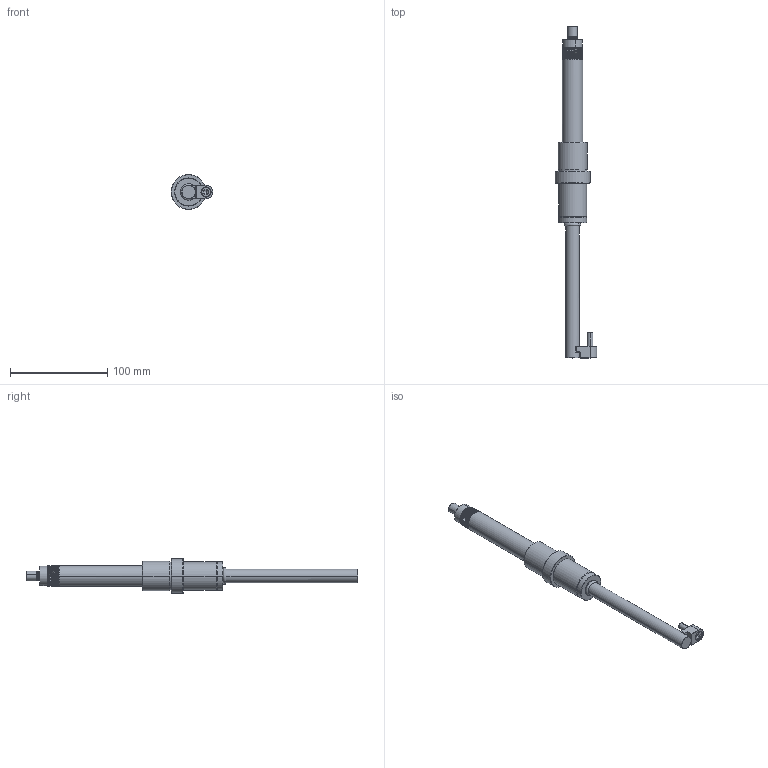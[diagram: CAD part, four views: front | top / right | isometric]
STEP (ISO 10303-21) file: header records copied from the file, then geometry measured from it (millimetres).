
FILE_DESCRIPTION (( 'STEP AP214' ), '1' );
FILE_NAME ('LD122130-Web.STEP', '2020-11-10T10:55:05', ( '' ), ( '' ), 'SwSTEP 2.0', 'SolidWorks 2019', '' );
FILE_SCHEMA (( 'AUTOMOTIVE_DESIGN' ));
Length unit declared in the file: millimetre
Products named in the file (8): Group4^LD122130-Web; LD122130-Web; Group2^LD122130-Web; 1DIN912620-2^LD122130-Web; Group1^LD122130-Web; Group3^LD122130-Web; 9LD142130-1^LD122130-Web; 9LD1421BV-1^LD122130-Web
Assembly tree (7 placements, depth 2):
  LD122130-Web
    Group1^LD122130-Web
    Group2^LD122130-Web
    Group3^LD122130-Web
    Group4^LD122130-Web
    9LD142130-1^LD122130-Web
    9LD1421BV-1^LD122130-Web
    1DIN912620-2^LD122130-Web
Bounding box: 43 x 342 x 36 mm (x, y, z)
Volume: 108998.7 mm3; surface area: 52936.5 mm2
Topology: 11 solids, 11 shells, 961 faces, 2650 edges, 1716 vertices
Faces by surface type: cylinder 458, plane 323, cone 92, torus 54, bspline 32, sphere 2
Full cylindrical faces by diameter (mm): 4.2 x1
Entity records: 42019 total; most frequent: CARTESIAN_POINT 18385, ORIENTED_EDGE 5296, DIRECTION 3590, EDGE_CURVE 2648, VERTEX_POINT 1718, AXIS2_PLACEMENT_3D 1353, B_SPLINE_CURVE_WITH_KNOTS 1246, EDGE_LOOP 992
